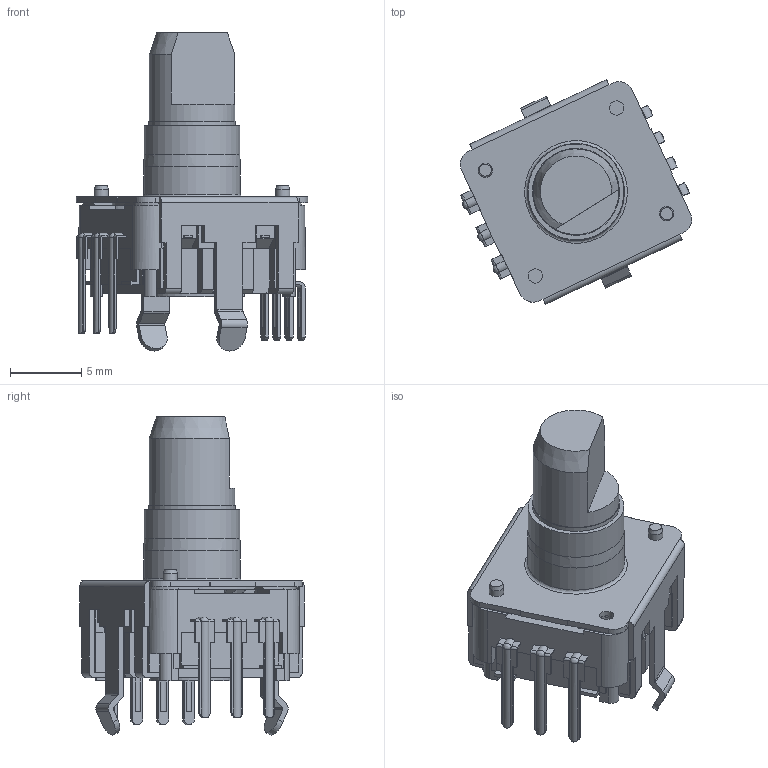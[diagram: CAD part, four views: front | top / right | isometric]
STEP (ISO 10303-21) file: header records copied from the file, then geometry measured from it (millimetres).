
FILE_DESCRIPTION((''),'2;1');
FILE_NAME('DC12S24114FB02.stp','2016-12-08T13:38:20',('U05AF019'),(''),'Autodesk Inventor 2010','Autodesk Inventor 2010','');
FILE_SCHEMA(('AUTOMOTIVE_DESIGN { 1 0 10303 214 1 1 1 1 }'));
Length unit declared in the file: millimetre
Products named in the file (1): DC12S24114FB02
Bounding box: 16.22 x 15.74 x 22.31 mm (x, y, z)
Volume: 1160.7 mm3; surface area: 1633.1 mm2
Topology: 1 solids, 3 shells, 574 faces, 1581 edges, 1026 vertices
Faces by surface type: plane 443, cylinder 110, bspline 18, cone 3
Full cylindrical faces by diameter (mm): 1 x6, 1.1 x4, 1.3 x2, 6 x2, 6.1 x1, 6.73 x1, 6.8 x1, 7.2 x1, 10.8 x1
Entity records: 19441 total; most frequent: CARTESIAN_POINT 4222, ORIENTED_EDGE 3090, DIRECTION 2898, EDGE_CURVE 1545, VECTOR 1248, LINE 1248, VERTEX_POINT 1018, AXIS2_PLACEMENT_3D 825
